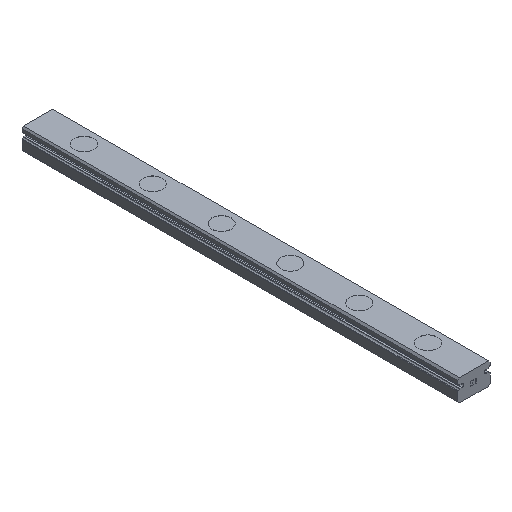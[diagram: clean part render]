
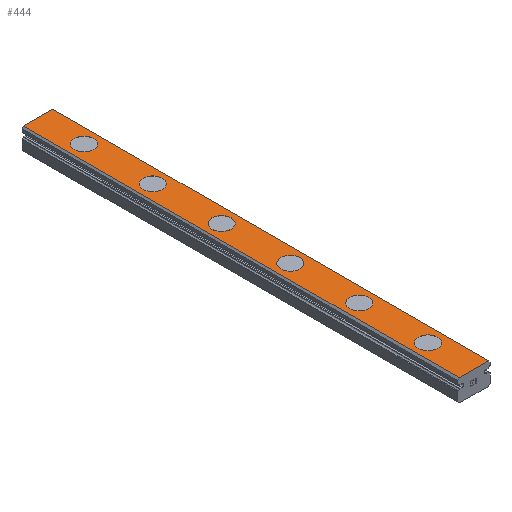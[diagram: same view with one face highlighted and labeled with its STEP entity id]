
A CAD part, isometric view. The second image highlights one B-rep face of the part: STEP entity #444.
In plain terms, the highlighted planar face has unit normal (0, 0, 1).
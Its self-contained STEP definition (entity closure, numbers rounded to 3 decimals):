
#444=ADVANCED_FACE('',(#911,#912,#913,#914,#915,#916,#917),#918,.T.);
#911=FACE_BOUND('',#1388,.T.);
#912=FACE_BOUND('',#1389,.T.);
#913=FACE_BOUND('',#1390,.T.);
#914=FACE_BOUND('',#1391,.T.);
#915=FACE_BOUND('',#1392,.T.);
#916=FACE_BOUND('',#1393,.T.);
#917=FACE_OUTER_BOUND('',#1394,.T.);
#918=PLANE('',#1395);
#1388=EDGE_LOOP('',(#2660,#2661));
#1389=EDGE_LOOP('',(#2662,#2663));
#1390=EDGE_LOOP('',(#2664,#2665));
#1391=EDGE_LOOP('',(#2666,#2667));
#1392=EDGE_LOOP('',(#2668,#2669));
#1393=EDGE_LOOP('',(#2670,#2671));
#1394=EDGE_LOOP('',(#2672,#2673,#2674,#2675));
#1395=AXIS2_PLACEMENT_3D('',#2676,#2677,#2678);
#2660=ORIENTED_EDGE('',*,*,#2851,.T.);
#2661=ORIENTED_EDGE('',*,*,#3219,.T.);
#2662=ORIENTED_EDGE('',*,*,#2841,.T.);
#2663=ORIENTED_EDGE('',*,*,#3225,.T.);
#2664=ORIENTED_EDGE('',*,*,#2831,.T.);
#2665=ORIENTED_EDGE('',*,*,#3231,.T.);
#2666=ORIENTED_EDGE('',*,*,#2821,.T.);
#2667=ORIENTED_EDGE('',*,*,#3237,.T.);
#2668=ORIENTED_EDGE('',*,*,#2811,.T.);
#2669=ORIENTED_EDGE('',*,*,#3243,.T.);
#2670=ORIENTED_EDGE('',*,*,#2801,.T.);
#2671=ORIENTED_EDGE('',*,*,#3249,.T.);
#2672=ORIENTED_EDGE('',*,*,#3204,.T.);
#2673=ORIENTED_EDGE('',*,*,#3283,.F.);
#2674=ORIENTED_EDGE('',*,*,#3090,.T.);
#2675=ORIENTED_EDGE('',*,*,#3281,.T.);
#2676=CARTESIAN_POINT('',(0.0,95.0,4.8));
#2677=DIRECTION('',(0.0,0.0,1.0));
#2678=DIRECTION('',(-1.0,0.0,0.0));
#2801=EDGE_CURVE('',#3340,#3337,#3341,.T.);
#2811=EDGE_CURVE('',#3358,#3355,#3359,.T.);
#2821=EDGE_CURVE('',#3376,#3373,#3377,.T.);
#2831=EDGE_CURVE('',#3394,#3391,#3395,.T.);
#2841=EDGE_CURVE('',#3412,#3409,#3413,.T.);
#2851=EDGE_CURVE('',#3430,#3427,#3431,.T.);
#3090=EDGE_CURVE('',#3786,#3784,#3787,.T.);
#3204=EDGE_CURVE('',#3967,#3965,#3968,.T.);
#3219=EDGE_CURVE('',#3427,#3430,#3994,.T.);
#3225=EDGE_CURVE('',#3409,#3412,#4000,.T.);
#3231=EDGE_CURVE('',#3391,#3394,#4006,.T.);
#3237=EDGE_CURVE('',#3373,#3376,#4012,.T.);
#3243=EDGE_CURVE('',#3355,#3358,#4018,.T.);
#3249=EDGE_CURVE('',#3337,#3340,#4024,.T.);
#3281=EDGE_CURVE('',#3784,#3967,#4056,.T.);
#3283=EDGE_CURVE('',#3786,#3965,#4058,.T.);
#3337=VERTEX_POINT('',#4118);
#3340=VERTEX_POINT('',#4122);
#3341=CIRCLE('',#4123,2.1);
#3355=VERTEX_POINT('',#4140);
#3358=VERTEX_POINT('',#4144);
#3359=CIRCLE('',#4145,2.1);
#3373=VERTEX_POINT('',#4162);
#3376=VERTEX_POINT('',#4166);
#3377=CIRCLE('',#4167,2.1);
#3391=VERTEX_POINT('',#4184);
#3394=VERTEX_POINT('',#4188);
#3395=CIRCLE('',#4189,2.1);
#3409=VERTEX_POINT('',#4206);
#3412=VERTEX_POINT('',#4210);
#3413=CIRCLE('',#4211,2.1);
#3427=VERTEX_POINT('',#4228);
#3430=VERTEX_POINT('',#4232);
#3431=CIRCLE('',#4233,2.1);
#3784=VERTEX_POINT('',#4720);
#3786=VERTEX_POINT('',#4723);
#3787=LINE('',#4724,#4725);
#3965=VERTEX_POINT('',#4977);
#3967=VERTEX_POINT('',#4980);
#3968=LINE('',#4981,#4982);
#3994=CIRCLE('',#5014,2.1);
#4000=CIRCLE('',#5020,2.1);
#4006=CIRCLE('',#5026,2.1);
#4012=CIRCLE('',#5032,2.1);
#4018=CIRCLE('',#5038,2.1);
#4024=CIRCLE('',#5044,2.1);
#4056=LINE('',#5089,#5090);
#4058=LINE('',#5092,#5093);
#4118=CARTESIAN_POINT('',(2.1,10.0,4.8));
#4122=CARTESIAN_POINT('',(-2.1,10.0,4.8));
#4123=AXIS2_PLACEMENT_3D('',#5155,#5156,#5157);
#4140=CARTESIAN_POINT('',(2.1,25.0,4.8));
#4144=CARTESIAN_POINT('',(-2.1,25.0,4.8));
#4145=AXIS2_PLACEMENT_3D('',#5171,#5172,#5173);
#4162=CARTESIAN_POINT('',(2.1,40.0,4.8));
#4166=CARTESIAN_POINT('',(-2.1,40.0,4.8));
#4167=AXIS2_PLACEMENT_3D('',#5187,#5188,#5189);
#4184=CARTESIAN_POINT('',(2.1,55.0,4.8));
#4188=CARTESIAN_POINT('',(-2.1,55.0,4.8));
#4189=AXIS2_PLACEMENT_3D('',#5203,#5204,#5205);
#4206=CARTESIAN_POINT('',(2.1,70.0,4.8));
#4210=CARTESIAN_POINT('',(-2.1,70.0,4.8));
#4211=AXIS2_PLACEMENT_3D('',#5219,#5220,#5221);
#4228=CARTESIAN_POINT('',(2.1,85.0,4.8));
#4232=CARTESIAN_POINT('',(-2.1,85.0,4.8));
#4233=AXIS2_PLACEMENT_3D('',#5235,#5236,#5237);
#4720=CARTESIAN_POINT('',(-3.2,95.0,4.8));
#4723=CARTESIAN_POINT('',(3.2,95.0,4.8));
#4724=CARTESIAN_POINT('',(3.2,95.0,4.8));
#4725=VECTOR('',#5487,1.0);
#4977=CARTESIAN_POINT('',(3.2,0.0,4.8));
#4980=CARTESIAN_POINT('',(-3.2,0.0,4.8));
#4981=CARTESIAN_POINT('',(3.2,0.0,4.8));
#4982=VECTOR('',#5605,1.0);
#5014=AXIS2_PLACEMENT_3D('',#5633,#5634,#5635);
#5020=AXIS2_PLACEMENT_3D('',#5642,#5643,#5644);
#5026=AXIS2_PLACEMENT_3D('',#5651,#5652,#5653);
#5032=AXIS2_PLACEMENT_3D('',#5660,#5661,#5662);
#5038=AXIS2_PLACEMENT_3D('',#5669,#5670,#5671);
#5044=AXIS2_PLACEMENT_3D('',#5678,#5679,#5680);
#5089=CARTESIAN_POINT('',(-3.2,95.0,4.8));
#5090=VECTOR('',#5700,1.0);
#5092=CARTESIAN_POINT('',(3.2,95.0,4.8));
#5093=VECTOR('',#5701,1.0);
#5155=CARTESIAN_POINT('',(0.0,10.0,4.8));
#5156=DIRECTION('',(0.0,0.0,-1.0));
#5157=DIRECTION('',(1.0,0.0,0.0));
#5171=CARTESIAN_POINT('',(0.0,25.0,4.8));
#5172=DIRECTION('',(0.0,0.0,-1.0));
#5173=DIRECTION('',(1.0,0.0,0.0));
#5187=CARTESIAN_POINT('',(0.0,40.0,4.8));
#5188=DIRECTION('',(0.0,0.0,-1.0));
#5189=DIRECTION('',(1.0,0.0,0.0));
#5203=CARTESIAN_POINT('',(0.0,55.0,4.8));
#5204=DIRECTION('',(0.0,0.0,-1.0));
#5205=DIRECTION('',(1.0,0.0,0.0));
#5219=CARTESIAN_POINT('',(0.0,70.0,4.8));
#5220=DIRECTION('',(0.0,0.0,-1.0));
#5221=DIRECTION('',(1.0,0.0,0.0));
#5235=CARTESIAN_POINT('',(0.0,85.0,4.8));
#5236=DIRECTION('',(0.0,0.0,-1.0));
#5237=DIRECTION('',(1.0,0.0,0.0));
#5487=DIRECTION('',(-1.0,0.0,0.0));
#5605=DIRECTION('',(1.0,0.0,0.0));
#5633=CARTESIAN_POINT('',(0.0,85.0,4.8));
#5634=DIRECTION('',(0.0,0.0,-1.0));
#5635=DIRECTION('',(1.0,0.0,0.0));
#5642=CARTESIAN_POINT('',(0.0,70.0,4.8));
#5643=DIRECTION('',(0.0,0.0,-1.0));
#5644=DIRECTION('',(1.0,0.0,0.0));
#5651=CARTESIAN_POINT('',(0.0,55.0,4.8));
#5652=DIRECTION('',(0.0,0.0,-1.0));
#5653=DIRECTION('',(1.0,0.0,0.0));
#5660=CARTESIAN_POINT('',(0.0,40.0,4.8));
#5661=DIRECTION('',(0.0,0.0,-1.0));
#5662=DIRECTION('',(1.0,0.0,0.0));
#5669=CARTESIAN_POINT('',(0.0,25.0,4.8));
#5670=DIRECTION('',(0.0,0.0,-1.0));
#5671=DIRECTION('',(1.0,0.0,0.0));
#5678=CARTESIAN_POINT('',(0.0,10.0,4.8));
#5679=DIRECTION('',(0.0,0.0,-1.0));
#5680=DIRECTION('',(1.0,0.0,0.0));
#5700=DIRECTION('',(0.0,-1.0,0.0));
#5701=DIRECTION('',(0.0,-1.0,0.0));
